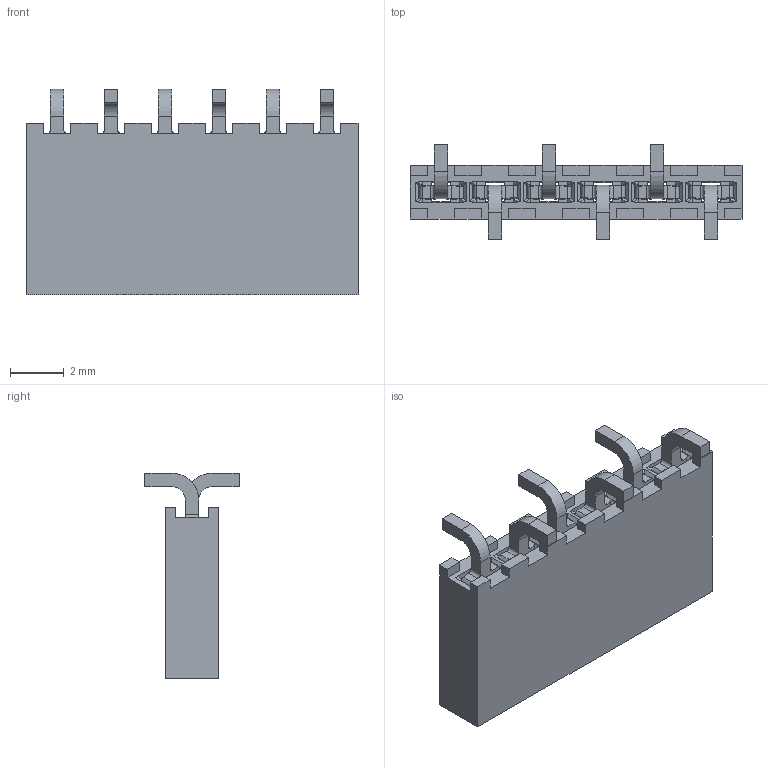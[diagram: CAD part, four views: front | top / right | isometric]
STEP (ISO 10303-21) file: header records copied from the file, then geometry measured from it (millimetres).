
FILE_DESCRIPTION(/* description */ (''),/* implementation_level */ '2;1');
FILE_NAME(/* name */ '4160-06-1-1-2-xx-00.stp',/* time_stamp */ '2025-10-30T14:23:43+01:00',/* author */ ('andreas.larin'),/* organization */ (''),/* preprocessor_version */ 'ST-DEVELOPER v20',/* originating_system */ 'Autodesk Inventor 2025',/* authorisation */ '');
FILE_SCHEMA (('AUTOMOTIVE_DESIGN { 1 0 10303 214 3 1 1 }'));
Length unit declared in the file: millimetre
Products named in the file (1): 4160-06-1-1-2-xx-00
Bounding box: 12.3 x 3.5 x 7.62 mm (x, y, z)
Volume: 126.4 mm3; surface area: 513.7 mm2
Topology: 1 solids, 1 shells, 508 faces, 1476 edges, 964 vertices
Faces by surface type: plane 418, cylinder 78, bspline 12
Entity records: 17441 total; most frequent: CARTESIAN_POINT 3429, ORIENTED_EDGE 2952, DIRECTION 2590, EDGE_CURVE 1476, LINE 1236, VECTOR 1236, VERTEX_POINT 964, AXIS2_PLACEMENT_3D 677
